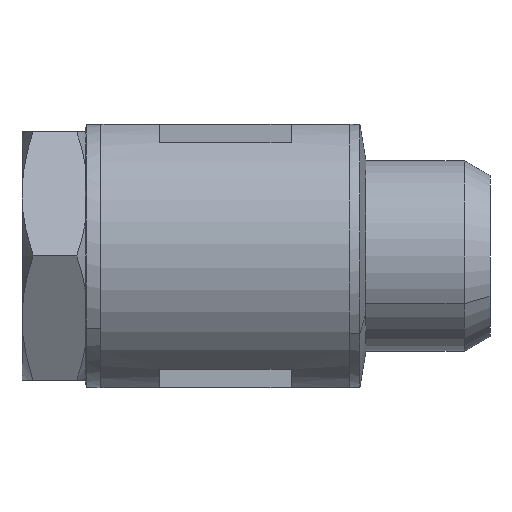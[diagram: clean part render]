
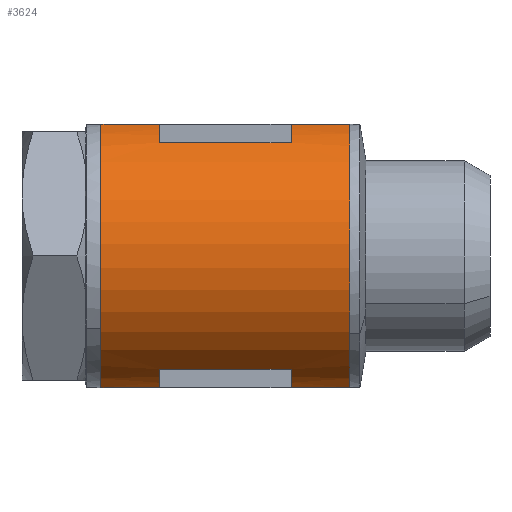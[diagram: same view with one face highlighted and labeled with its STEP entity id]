
A CAD part, left-side view. The second image highlights one B-rep face of the part: STEP entity #3624.
In plain terms, the highlighted cylindrical face has radius 9.5 mm (diameter 19 mm), a partial arc.
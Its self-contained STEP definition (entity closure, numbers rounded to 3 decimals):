
#257 = FACE_OUTER_BOUND ( 'NONE', #742, .T. ) ;
#265 = CYLINDRICAL_SURFACE ( 'NONE', #1125, 9.5 ) ;
#742 = EDGE_LOOP ( 'NONE', ( #1917, #1918, #1919, #1920, #1921, #1922, #1923, #1924, #1925, #1926, #1927, #1928 ) ) ;
#874 = DIRECTION ( 'NONE',  ( 0., 0., -1. ) ) ;
#879 = DIRECTION ( 'NONE',  ( 0., -1., 0. ) ) ;
#881 = CARTESIAN_POINT ( 'NONE',  ( -142.897, -53.043, -25. ) ) ;
#1001 = DIRECTION ( 'NONE',  ( 0., 0., -1. ) ) ;
#1002 = DIRECTION ( 'NONE',  ( 0., -1., 0. ) ) ;
#1003 = CARTESIAN_POINT ( 'NONE',  ( -142.897, -36.043, -25. ) ) ;
#1125 = AXIS2_PLACEMENT_3D ( 'NONE', #4501, #4490, #4509 ) ;
#1373 = DIRECTION ( 'NONE',  ( 0., 0., 1. ) ) ;
#1375 = DIRECTION ( 'NONE',  ( 0., 1., 0. ) ) ;
#1376 = CARTESIAN_POINT ( 'NONE',  ( -142.897, -49.043, -25. ) ) ;
#1377 = CARTESIAN_POINT ( 'NONE',  ( -145.939, -54.543, -34. ) ) ;
#1378 = DIRECTION ( 'NONE',  ( 0., -1., 0. ) ) ;
#1379 = DIRECTION ( 'NONE',  ( 0., 0., -1. ) ) ;
#1381 = DIRECTION ( 'NONE',  ( 0., -1., 0. ) ) ;
#1383 = CARTESIAN_POINT ( 'NONE',  ( -142.897, -40.043, -25. ) ) ;
#1384 = CARTESIAN_POINT ( 'NONE',  ( -148.397, -54.543, -32.746 ) ) ;
#1386 = DIRECTION ( 'NONE',  ( 0., -1., 0. ) ) ;
#1388 = CARTESIAN_POINT ( 'NONE',  ( -145.939, -54.543, -34. ) ) ;
#1389 = DIRECTION ( 'NONE',  ( 0., 0., -1. ) ) ;
#1390 = DIRECTION ( 'NONE',  ( 0., -1., 0. ) ) ;
#1392 = DIRECTION ( 'NONE',  ( 0., 1., 0. ) ) ;
#1393 = CARTESIAN_POINT ( 'NONE',  ( -142.897, -40.043, -25. ) ) ;
#1394 = CARTESIAN_POINT ( 'NONE',  ( -145.939, -54.543, -16. ) ) ;
#1395 = CARTESIAN_POINT ( 'NONE',  ( -145.939, -54.543, -16. ) ) ;
#1396 = DIRECTION ( 'NONE',  ( 0., 1., 0. ) ) ;
#1397 = DIRECTION ( 'NONE',  ( 0., 1., 0. ) ) ;
#1398 = DIRECTION ( 'NONE',  ( 0., 0., 1. ) ) ;
#1399 = DIRECTION ( 'NONE',  ( 0., 1., 0. ) ) ;
#1400 = CARTESIAN_POINT ( 'NONE',  ( -142.897, -49.043, -25. ) ) ;
#1401 = CARTESIAN_POINT ( 'NONE',  ( -148.397, -54.543, -17.254 ) ) ;
#1407 = DIRECTION ( 'NONE',  ( 0., -1., 0. ) ) ;
#1511 = LINE ( 'NONE', #1401, #1532 ) ;
#1527 = LINE ( 'NONE', #1395, #1529 ) ;
#1528 = CIRCLE ( 'NONE', #1823, 9.5 ) ;
#1529 = VECTOR ( 'NONE', #1392, 1000. ) ;
#1530 = CIRCLE ( 'NONE', #1824, 9.5 ) ;
#1531 = LINE ( 'NONE', #1394, #1535 ) ;
#1532 = VECTOR ( 'NONE', #1407, 1000. ) ;
#1533 = LINE ( 'NONE', #1384, #1540 ) ;
#1534 = LINE ( 'NONE', #1388, #1537 ) ;
#1535 = VECTOR ( 'NONE', #1397, 1000. ) ;
#1536 = CIRCLE ( 'NONE', #1825, 9.5 ) ;
#1537 = VECTOR ( 'NONE', #1386, 1000. ) ;
#1538 = CIRCLE ( 'NONE', #1826, 9.5 ) ;
#1539 = LINE ( 'NONE', #1377, #1543 ) ;
#1540 = VECTOR ( 'NONE', #1396, 1000. ) ;
#1543 = VECTOR ( 'NONE', #1378, 1000. ) ;
#1673 = EDGE_CURVE ( 'NONE', #2297, #2287, #2154, .T. ) ;
#1683 = EDGE_CURVE ( 'NONE', #2311, #2315, #2169, .T. ) ;
#1714 = EDGE_CURVE ( 'NONE', #2311, #2331, #1527, .T. ) ;
#1715 = EDGE_CURVE ( 'NONE', #2343, #2331, #1528, .T. ) ;
#1716 = EDGE_CURVE ( 'NONE', #2345, #2343, #1511, .T. ) ;
#1717 = EDGE_CURVE ( 'NONE', #2335, #2345, #1530, .T. ) ;
#1718 = EDGE_CURVE ( 'NONE', #2335, #2297, #1531, .T. ) ;
#1719 = EDGE_CURVE ( 'NONE', #2287, #2344, #1534, .T. ) ;
#1720 = EDGE_CURVE ( 'NONE', #2349, #2344, #1536, .T. ) ;
#1721 = EDGE_CURVE ( 'NONE', #2346, #2349, #1533, .T. ) ;
#1722 = EDGE_CURVE ( 'NONE', #2347, #2346, #1538, .T. ) ;
#1723 = EDGE_CURVE ( 'NONE', #2347, #2315, #1539, .T. ) ;
#1805 = AXIS2_PLACEMENT_3D ( 'NONE', #1003, #1002, #1001 ) ;
#1811 = AXIS2_PLACEMENT_3D ( 'NONE', #881, #879, #874 ) ;
#1823 = AXIS2_PLACEMENT_3D ( 'NONE', #1400, #1399, #1398 ) ;
#1824 = AXIS2_PLACEMENT_3D ( 'NONE', #1393, #1390, #1389 ) ;
#1825 = AXIS2_PLACEMENT_3D ( 'NONE', #1383, #1381, #1379 ) ;
#1826 = AXIS2_PLACEMENT_3D ( 'NONE', #1376, #1375, #1373 ) ;
#1917 = ORIENTED_EDGE ( 'NONE', *, *, #1683, .F. ) ;
#1918 = ORIENTED_EDGE ( 'NONE', *, *, #1714, .T. ) ;
#1919 = ORIENTED_EDGE ( 'NONE', *, *, #1715, .F. ) ;
#1920 = ORIENTED_EDGE ( 'NONE', *, *, #1716, .F. ) ;
#1921 = ORIENTED_EDGE ( 'NONE', *, *, #1717, .F. ) ;
#1922 = ORIENTED_EDGE ( 'NONE', *, *, #1718, .T. ) ;
#1923 = ORIENTED_EDGE ( 'NONE', *, *, #1673, .T. ) ;
#1924 = ORIENTED_EDGE ( 'NONE', *, *, #1719, .T. ) ;
#1925 = ORIENTED_EDGE ( 'NONE', *, *, #1720, .F. ) ;
#1926 = ORIENTED_EDGE ( 'NONE', *, *, #1721, .F. ) ;
#1927 = ORIENTED_EDGE ( 'NONE', *, *, #1722, .F. ) ;
#1928 = ORIENTED_EDGE ( 'NONE', *, *, #1723, .T. ) ;
#2154 = CIRCLE ( 'NONE', #1805, 9.5 ) ;
#2169 = CIRCLE ( 'NONE', #1811, 9.5 ) ;
#2287 = VERTEX_POINT ( 'NONE', #4216 ) ;
#2297 = VERTEX_POINT ( 'NONE', #4218 ) ;
#2311 = VERTEX_POINT ( 'NONE', #4220 ) ;
#2315 = VERTEX_POINT ( 'NONE', #4227 ) ;
#2331 = VERTEX_POINT ( 'NONE', #4234 ) ;
#2335 = VERTEX_POINT ( 'NONE', #4238 ) ;
#2343 = VERTEX_POINT ( 'NONE', #4245 ) ;
#2344 = VERTEX_POINT ( 'NONE', #4246 ) ;
#2345 = VERTEX_POINT ( 'NONE', #4243 ) ;
#2346 = VERTEX_POINT ( 'NONE', #4247 ) ;
#2347 = VERTEX_POINT ( 'NONE', #4248 ) ;
#2349 = VERTEX_POINT ( 'NONE', #4249 ) ;
#3624 = ADVANCED_FACE ( 'NONE', ( #257 ), #265, .T. ) ;
#4216 = CARTESIAN_POINT ( 'NONE',  ( -145.939, -36.043, -34. ) ) ;
#4218 = CARTESIAN_POINT ( 'NONE',  ( -145.939, -36.043, -16. ) ) ;
#4220 = CARTESIAN_POINT ( 'NONE',  ( -145.939, -53.043, -16. ) ) ;
#4227 = CARTESIAN_POINT ( 'NONE',  ( -145.939, -53.043, -34. ) ) ;
#4234 = CARTESIAN_POINT ( 'NONE',  ( -145.939, -49.043, -16. ) ) ;
#4238 = CARTESIAN_POINT ( 'NONE',  ( -145.939, -40.043, -16. ) ) ;
#4243 = CARTESIAN_POINT ( 'NONE',  ( -148.397, -40.043, -17.254 ) ) ;
#4245 = CARTESIAN_POINT ( 'NONE',  ( -148.397, -49.043, -17.254 ) ) ;
#4246 = CARTESIAN_POINT ( 'NONE',  ( -145.939, -40.043, -34. ) ) ;
#4247 = CARTESIAN_POINT ( 'NONE',  ( -148.397, -49.043, -32.746 ) ) ;
#4248 = CARTESIAN_POINT ( 'NONE',  ( -145.939, -49.043, -34. ) ) ;
#4249 = CARTESIAN_POINT ( 'NONE',  ( -148.397, -40.043, -32.746 ) ) ;
#4490 = DIRECTION ( 'NONE',  ( 0., -1., 0. ) ) ;
#4501 = CARTESIAN_POINT ( 'NONE',  ( -142.897, -54.543, -25. ) ) ;
#4509 = DIRECTION ( 'NONE',  ( 0., 0., -1. ) ) ;
